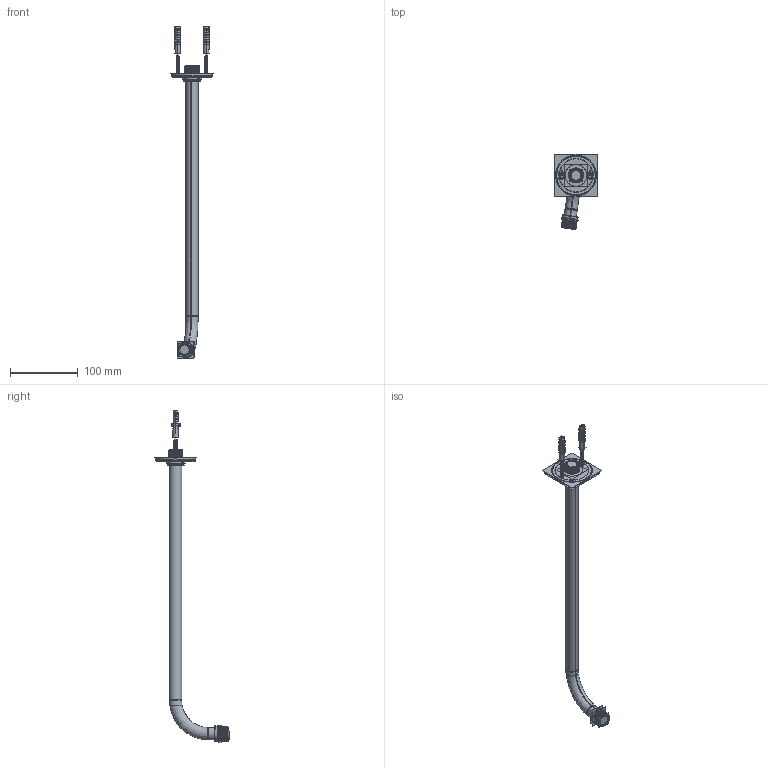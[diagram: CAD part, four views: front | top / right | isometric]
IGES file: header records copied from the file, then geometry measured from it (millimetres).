
Start section:  PTC IGES file: V11.igs
Global section: file name: V11.igs; native system: Pro/ENGINEER by Parametric Technology Corporation; preprocessor: 2009210; author: Administrator; organization: Unknown; date: 20141208.155535; units: inch
Bounding box: 62.4 x 110.68 x 489.09 mm (x, y, z)
Volume: 47348.7 mm3; surface area: 340070.5 mm2
Topology: 10 solids, 10 shells, 808 faces, 4138 edges, 5240 vertices
Faces by surface type: revolution 442, bspline 366
